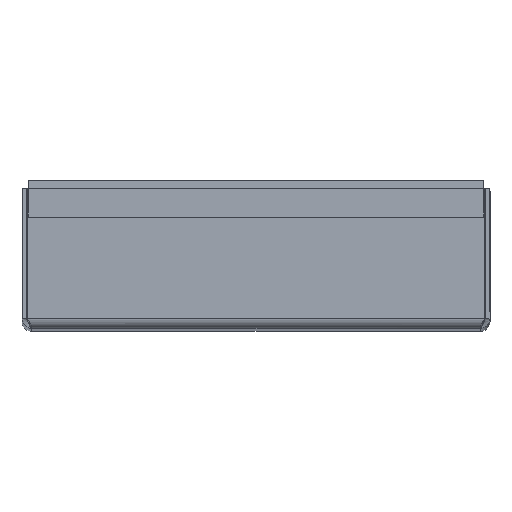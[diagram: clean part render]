
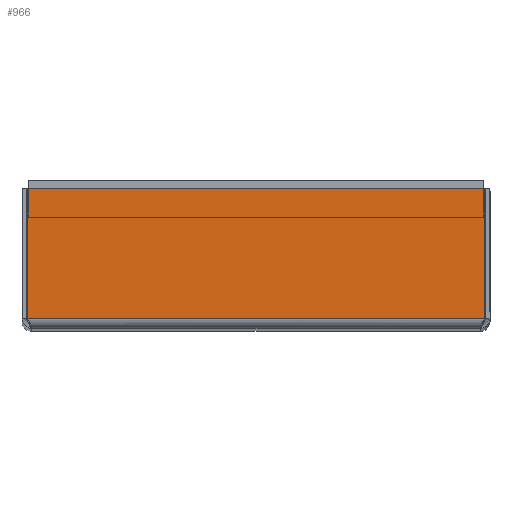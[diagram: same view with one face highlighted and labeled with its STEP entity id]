
A CAD part, top view. The second image highlights one B-rep face of the part: STEP entity #966.
In plain terms, the highlighted planar face has unit normal (0, 0, 1).
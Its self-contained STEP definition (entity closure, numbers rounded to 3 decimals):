
#105=LINE($,#1587,#189);
#111=LINE($,#1615,#195);
#116=LINE($,#1677,#200);
#118=LINE($,#1680,#202);
#189=VECTOR($,#1224,75.329);
#195=VECTOR($,#1234,21.4);
#200=VECTOR($,#1241,21.4);
#202=VECTOR($,#1245,75.329);
#283=FACE_OUTER_BOUND($,#361,.T.);
#361=EDGE_LOOP($,(#758,#759,#760,#761));
#444=VERTEX_POINT($,#1585);
#445=VERTEX_POINT($,#1586);
#451=VERTEX_POINT($,#1614);
#453=VERTEX_POINT($,#1676);
#541=EDGE_CURVE($,#444,#445,#105,.T.);
#549=EDGE_CURVE($,#451,#445,#111,.T.);
#556=EDGE_CURVE($,#444,#453,#116,.T.);
#558=EDGE_CURVE($,#453,#451,#118,.T.);
#758=ORIENTED_EDGE($,*,*,#541,.T.);
#759=ORIENTED_EDGE($,*,*,#549,.F.);
#760=ORIENTED_EDGE($,*,*,#558,.F.);
#761=ORIENTED_EDGE($,*,*,#556,.F.);
#843=PLANE($,#1044);
#966=ADVANCED_FACE($,(#283),#843,.T.);
#1044=AXIS2_PLACEMENT_3D($,#1681,#1246,#1247);
#1224=DIRECTION($,(1.,0.,0.));
#1234=DIRECTION($,(0.,-1.,0.));
#1241=DIRECTION($,(0.,1.,0.));
#1245=DIRECTION($,(1.,0.,0.));
#1246=DIRECTION('center_axis',(0.,0.,
1.));
#1247=DIRECTION('ref_axis',(0.,1.,0.));
#1585=CARTESIAN_POINT('',(-37.665,-19.7,149.5));
#1586=CARTESIAN_POINT('',(37.665,-19.7,149.5));
#1587=CARTESIAN_POINT($,(0.,-19.7,149.5));
#1614=CARTESIAN_POINT('',(37.665,1.7,149.5));
#1615=CARTESIAN_POINT($,(37.665,-19.7,149.5));
#1676=CARTESIAN_POINT('',(-37.665,1.7,149.5));
#1677=CARTESIAN_POINT($,(-37.665,-19.7,149.5));
#1680=CARTESIAN_POINT($,(-37.665,1.7,149.5));
#1681=CARTESIAN_POINT('Origin',(0.,-9.654,
149.5));
